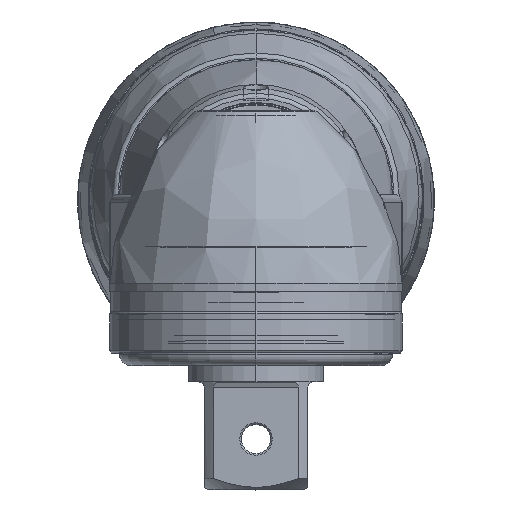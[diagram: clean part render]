
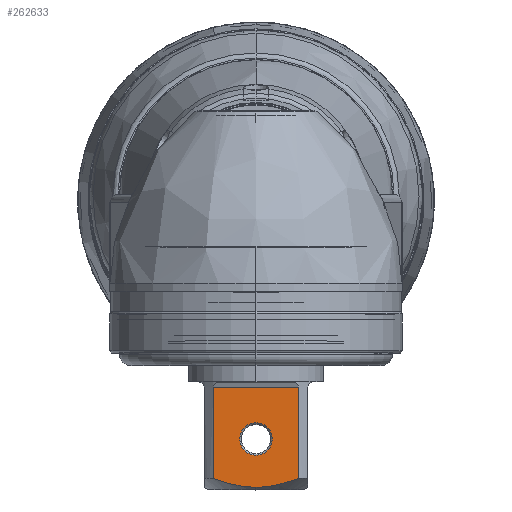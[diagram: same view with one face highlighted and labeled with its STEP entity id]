
A CAD part, top view. The second image highlights one B-rep face of the part: STEP entity #262633.
In plain terms, the highlighted planar face has unit normal (0, 0, 1).
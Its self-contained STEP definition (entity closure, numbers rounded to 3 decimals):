
#260442=DIRECTION('',(-1.,0.,0.));
#260443=VECTOR('',#260442,15.819);
#260444=CARTESIAN_POINT('',(7.909,-35.7,9.55));
#260445=LINE('',#260444,#260443);
#260784=DIRECTION('',(0.,-1.,0.));
#260785=VECTOR('',#260784,16.893);
#260786=CARTESIAN_POINT('',(-7.909,-35.7,9.55));
#260787=LINE('',#260786,#260785);
#260791=DIRECTION('',(0.,-1.,0.));
#260792=VECTOR('',#260791,16.893);
#260793=CARTESIAN_POINT('',(7.909,-35.7,9.55));
#260794=LINE('',#260793,#260792);
#260798=CARTESIAN_POINT('',(7.909,-52.593,9.55));
#260799=CARTESIAN_POINT('',(7.403,-52.779,9.55));
#260800=CARTESIAN_POINT('',(6.423,-53.118,9.55));
#260801=CARTESIAN_POINT('',(5.08,-53.518,9.55));
#260802=CARTESIAN_POINT('',(3.794,-53.832,9.55));
#260803=CARTESIAN_POINT('',(2.531,-54.062,9.55));
#260804=CARTESIAN_POINT('',(1.268,-54.205,9.55));
#260805=CARTESIAN_POINT('',(0.423,-54.238,9.55));
#260806=CARTESIAN_POINT('',(0.,-54.238,9.55));
#260811=CARTESIAN_POINT('',(0.,-54.238,9.55));
#260812=CARTESIAN_POINT('',(-0.424,-54.238,9.55));
#260813=CARTESIAN_POINT('',(-1.27,-54.205,9.55));
#260814=CARTESIAN_POINT('',(-2.534,-54.062,9.55));
#260815=CARTESIAN_POINT('',(-3.797,-53.831,9.55));
#260816=CARTESIAN_POINT('',(-5.083,-53.518,9.55));
#260817=CARTESIAN_POINT('',(-6.425,-53.118,9.55));
#260818=CARTESIAN_POINT('',(-7.403,-52.779,9.55));
#260819=CARTESIAN_POINT('',(-7.909,-52.593,9.55));
#260824=CARTESIAN_POINT('',(0.,-45.3,9.55));
#260825=DIRECTION('',(0.,0.,-1.));
#260826=DIRECTION('',(1.,0.,0.));
#260827=AXIS2_PLACEMENT_3D('',#260824,#260825,#260826);
#260832=CARTESIAN_POINT('',(0.,-45.3,9.55));
#260833=DIRECTION('',(0.,0.,-1.));
#260834=DIRECTION('',(-1.,0.,0.));
#260835=AXIS2_PLACEMENT_3D('',#260832,#260833,#260834);
#261078=CARTESIAN_POINT('',(-7.909,-52.593,9.55));
#261080=VERTEX_POINT('',#261078);
#261091=CARTESIAN_POINT('',(7.909,-52.593,9.55));
#261093=VERTEX_POINT('',#261091);
#261095=VERTEX_POINT('',#260811);
#261102=CARTESIAN_POINT('',(-7.909,-35.7,9.55));
#261103=VERTEX_POINT('',#261102);
#261110=CARTESIAN_POINT('',(7.909,-35.7,9.55));
#261111=VERTEX_POINT('',#261110);
#261226=CARTESIAN_POINT('',(3.,-45.3,9.55));
#261227=CARTESIAN_POINT('',(-3.,-45.3,9.55));
#261228=VERTEX_POINT('',#261226);
#261229=VERTEX_POINT('',#261227);
#262615=CARTESIAN_POINT('',(-9.55,-54.7,9.55));
#262616=DIRECTION('',(0.,0.,-1.));
#262617=DIRECTION('',(1.,0.,0.));
#262618=AXIS2_PLACEMENT_3D('',#262615,#262616,#262617);
#262619=PLANE('',#262618);
#262620=ORIENTED_EDGE('',*,*,#262539,.F.);
#262621=ORIENTED_EDGE('',*,*,#262314,.F.);
#262622=ORIENTED_EDGE('',*,*,#262341,.T.);
#262623=ORIENTED_EDGE('',*,*,#262429,.T.);
#262624=ORIENTED_EDGE('',*,*,#262487,.T.);
#262625=EDGE_LOOP('',(#262620,#262621,#262622,#262623,#262624));
#262626=FACE_OUTER_BOUND('',#262625,.F.);
#262628=ORIENTED_EDGE('',*,*,#262627,.F.);
#262630=ORIENTED_EDGE('',*,*,#262629,.F.);
#262631=EDGE_LOOP('',(#262628,#262630));
#262632=FACE_BOUND('',#262631,.F.);
#262633=ADVANCED_FACE('',(#262626,#262632),#262619,.F.);
#260807=B_SPLINE_CURVE_WITH_KNOTS('',3,(#260798,#260799,#260800,#260801,#260802,
#260803,#260804,#260805,#260806),.UNSPECIFIED.,.F.,.F.,(4,1,1,1,1,1,4),(0.,
0.167,0.333,0.5,0.667,0.833,
1.),.UNSPECIFIED.);
#260820=B_SPLINE_CURVE_WITH_KNOTS('',3,(#260811,#260812,#260813,#260814,#260815,
#260816,#260817,#260818,#260819),.UNSPECIFIED.,.F.,.F.,(4,1,1,1,1,1,4),(0.,
0.167,0.333,0.5,0.667,0.833,
1.),.UNSPECIFIED.);
#260828=CIRCLE('',#260827,3.);
#260836=CIRCLE('',#260835,3.);
#262314=EDGE_CURVE('',#261111,#261103,#260445,.T.);
#262341=EDGE_CURVE('',#261111,#261093,#260794,.T.);
#262429=EDGE_CURVE('',#261093,#261095,#260807,.T.);
#262487=EDGE_CURVE('',#261095,#261080,#260820,.T.);
#262539=EDGE_CURVE('',#261103,#261080,#260787,.T.);
#262627=EDGE_CURVE('',#261228,#261229,#260828,.T.);
#262629=EDGE_CURVE('',#261229,#261228,#260836,.T.);
